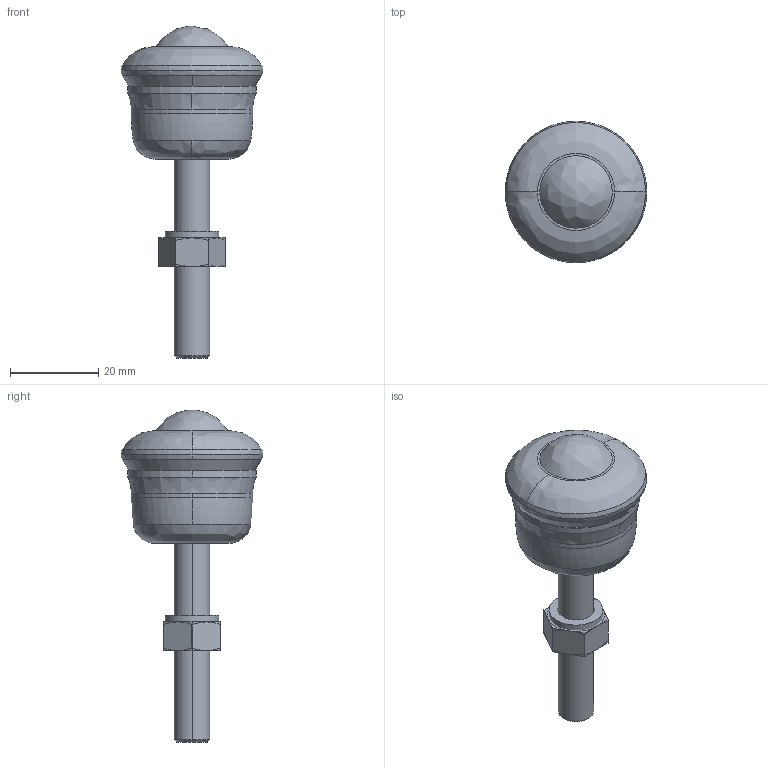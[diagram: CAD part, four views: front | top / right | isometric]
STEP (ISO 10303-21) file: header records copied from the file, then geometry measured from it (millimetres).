
FILE_DESCRIPTION (( 'STEP AP214' ), '1' );
FILE_NAME ('0014735.step', '2024-09-09T09:01:51', ( '' ), ( '' ), 'SwSTEP 2.0', 'SolidWorks 2020', '' );
FILE_SCHEMA (( 'AUTOMOTIVE_DESIGN' ));
Length unit declared in the file: millimetre
Products named in the file (1): 0014735
Bounding box: 32.1 x 32.1 x 75.2 mm (x, y, z)
Volume: 15961.5 mm3; surface area: 8355 mm2
Topology: 4 solids, 4 shells, 99 faces, 231 edges, 144 vertices
Faces by surface type: plane 27, cylinder 25, cone 22, bspline 19, torus 6
Entity records: 3597 total; most frequent: CARTESIAN_POINT 1310, DIRECTION 479, ORIENTED_EDGE 462, EDGE_CURVE 231, AXIS2_PLACEMENT_3D 207, VERTEX_POINT 144, CIRCLE 126, EDGE_LOOP 109
